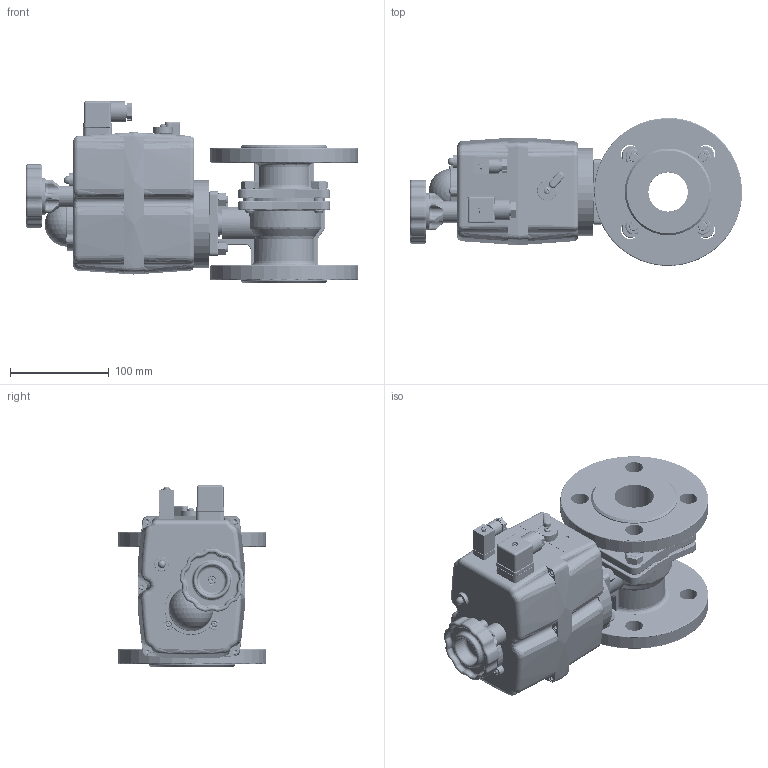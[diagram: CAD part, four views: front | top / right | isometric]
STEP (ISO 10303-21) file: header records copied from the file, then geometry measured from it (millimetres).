
FILE_DESCRIPTION (( 'STEP AP214' ), '1' );
FILE_NAME ('EK05_DN40_(EK05000007).STEP', '2022-08-31T08:49:38', ( '' ), ( '' ), 'SwSTEP 2.0', 'SolidWorks 2021', '' );
FILE_SCHEMA (( 'AUTOMOTIVE_DESIGN' ));
Length unit declared in the file: millimetre
Products named in the file (63): 4451; 1097E; 1097E_3; 5D55; 1097E_2; 2354_2; 2354_5; 10975; 2DDD; 589D; hex nut gradec_din_Hexagon Nut ISO 4034 - M8 - N; 4612_2; 1BAE; 5F11; 4602; FK06_DN40_(PK05)_Logo; 4612; 4D18; 4D86; 460E; 445D; EK05_DN40_(EK05000007); 5EB5; 4276; 4077; 2354_6; 2354; FK06_DN40_(PK05); 4459; 2354_4; 444D; 5E00; 5E5A; 29E1_3; 1EBE; 29E1_4; 357A_2; AN01_S20-35; 4463; FR03050715 ( Adapterkit_AP01203557 ) ...
Assembly tree (69 placements, depth 3):
  EK05_DN40_(EK05000007)
    FK06_DN40_(PK05)
    FK06_DN40_(PK05)_Logo  x2
    AN01_S20-35
      357A
      479A
      4455
      5F11
      2354
      1BAE
      2354_2
      4D86
      4D18
      29E1
      1097E
      445D
      4CB3
      460A
      2354_3
      357A_2
      5EB5
      4616
      444D
      4077
      5E5A
      1EBE
      2354_4
      6B9
      5D55
      4612
      4459
      29E1_2
      4463
      5513
      117BE
      4451
      357A_3
      4612_2
      2DDD
      45FE
      357A_4
      4602
      1097E_2
      337A
      29E1_3
      460E
      1097A
      5DA7
      4449
      29E1_4
      2354_5
      357A_5
      2354_6
      589D
      1097E_3
      4276
      5E00
      5C40
      10975
      4606
Bounding box: 337 x 150 x 184.71 mm (x, y, z)
Volume: 607672.2 mm3; surface area: 469553.2 mm2
Topology: 67 solids, 471 shells, 5655 faces, 14803 edges, 9691 vertices
Faces by surface type: cylinder 1917, plane 1360, cone 1237, torus 713, bspline 293, sphere 135
Entity records: 239715 total; most frequent: CARTESIAN_POINT 101723, DIRECTION 29552, ORIENTED_EDGE 26808, EDGE_CURVE 14398, AXIS2_PLACEMENT_3D 11861, VERTEX_POINT 9513, CIRCLE 6560, EDGE_LOOP 5940
